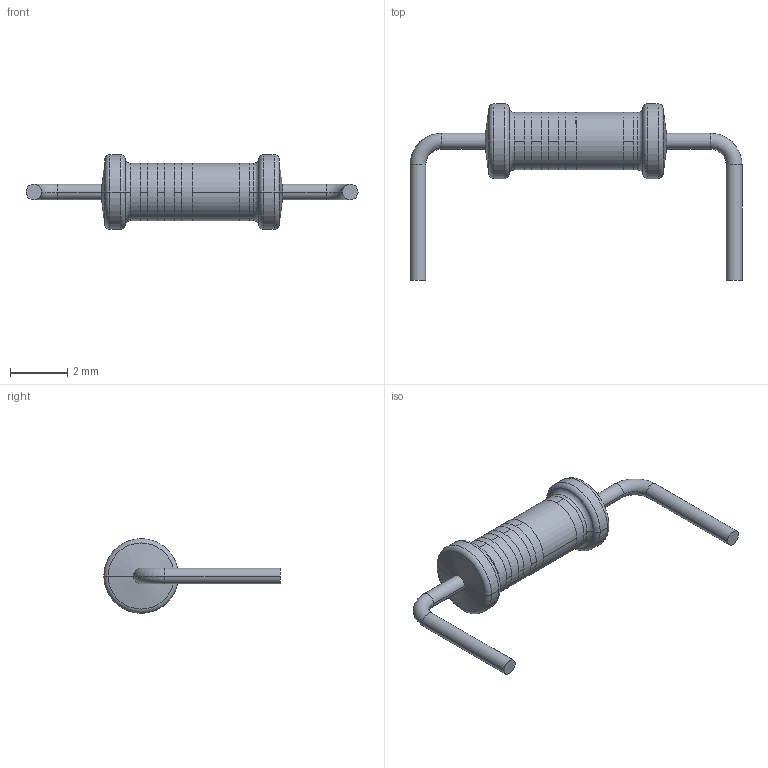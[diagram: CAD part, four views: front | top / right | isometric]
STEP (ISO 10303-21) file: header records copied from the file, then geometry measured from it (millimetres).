
FILE_DESCRIPTION (( 'STEP AP214' ), '1' );
FILE_NAME ('MFR-25FBF52-280K 4mm lead 4-3.STEP', '2023-04-03T15:49:18', ( '' ), ( '' ), 'SwSTEP 2.0', 'SolidWorks 2022', '' );
FILE_SCHEMA (( 'AUTOMOTIVE_DESIGN' ));
Length unit declared in the file: millimetre
Products named in the file (1): MFR-25FBF52-280K 4mm lead 4-3
Bounding box: 11.55 x 6.13 x 2.6 mm (x, y, z)
Volume: 25.6 mm3; surface area: 139.8 mm2
Topology: 13 solids, 13 shells, 82 faces, 138 edges, 82 vertices
Faces by surface type: cylinder 32, plane 26, torus 16, cone 8
Entity records: 2082 total; most frequent: DIRECTION 402, CARTESIAN_POINT 303, ORIENTED_EDGE 276, AXIS2_PLACEMENT_3D 181, EDGE_CURVE 138, CIRCLE 98, VERTEX_POINT 82, EDGE_LOOP 82
